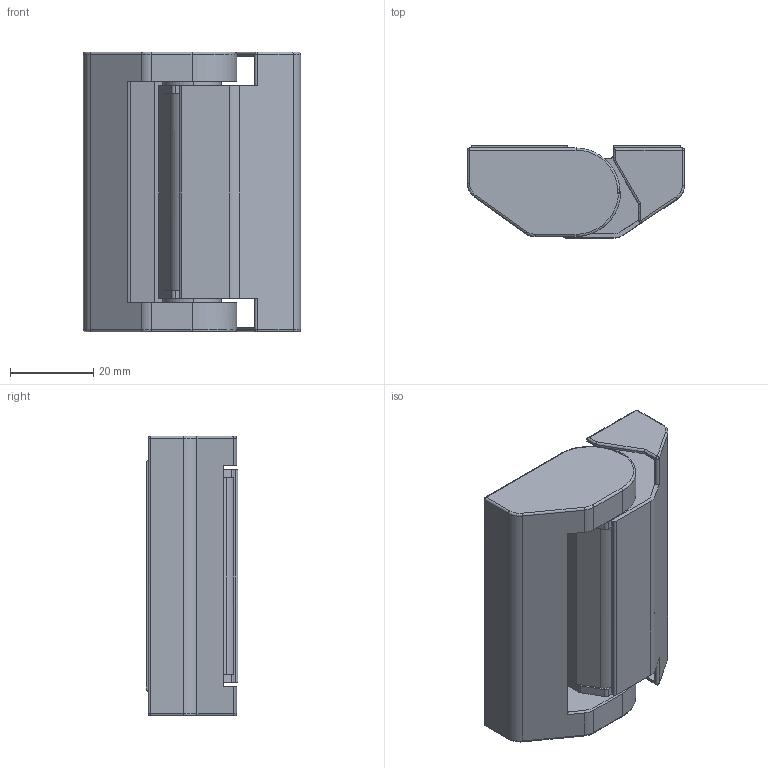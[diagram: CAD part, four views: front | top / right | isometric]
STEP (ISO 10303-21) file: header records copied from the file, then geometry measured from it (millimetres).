
FILE_DESCRIPTION((''),'2;1');
FILE_NAME('','2013-06-19T10:26:11',(''),(''),'','CADfix','');
FILE_SCHEMA(('AUTOMOTIVE_DESIGN { 1 0 10303 214 1 1 1 1 }'));
Length unit declared in the file: millimetre
Bounding box: 52 x 22 x 67 mm (x, y, z)
Volume: 24193.4 mm3; surface area: 32129.4 mm2
Topology: 4 solids, 4 shells, 334 faces, 960 edges, 652 vertices
Faces by surface type: bspline 334
Entity records: 11660 total; most frequent: CARTESIAN_POINT 6297, ORIENTED_EDGE 1916, EDGE_CURVE 958, VERTEX_POINT 652, QUASI_UNIFORM_CURVE 502, EDGE_LOOP 370, FACE_OUTER_BOUND 334, ADVANCED_FACE 334
